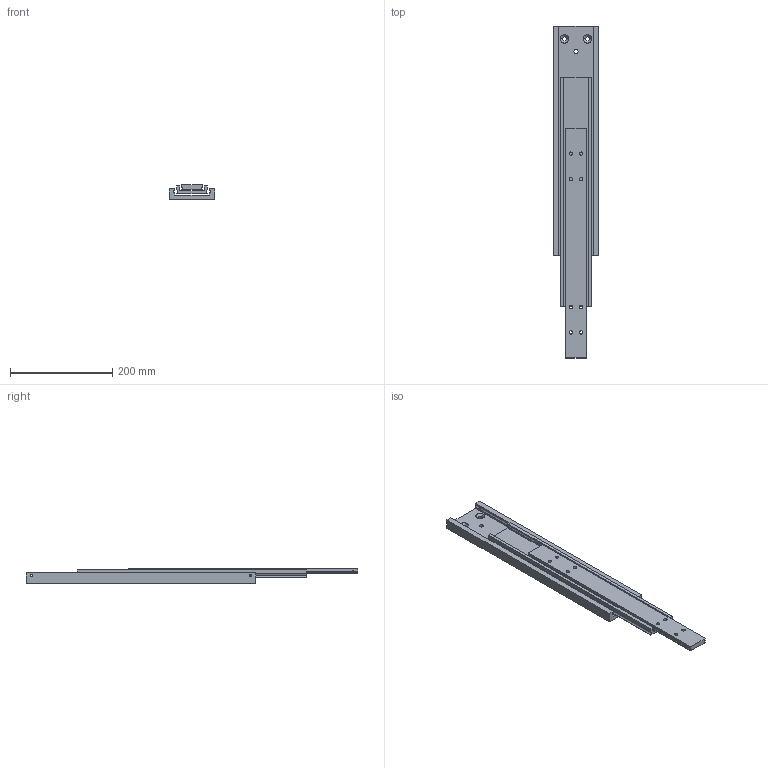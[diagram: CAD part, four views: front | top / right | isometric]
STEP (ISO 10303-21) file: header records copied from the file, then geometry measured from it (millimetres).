
FILE_DESCRIPTION((''),'2;1');
FILE_NAME('TSRT-90 450.stp','2021-04-22T13:20:36',(''),(''),'Mechanical Desktop 2006','Mechanical Desktop 2006',', , ');
FILE_SCHEMA(('CONFIG_CONTROL_DESIGN'));
Length unit declared in the file: millimetre
Products named in the file (4): TSRT-90 A; MAIN PROFILE; MIDDLE BEAM; OUTER BEAM
Assembly tree (3 placements, depth 2):
  TSRT-90 A
    MAIN PROFILE
    MIDDLE BEAM
    OUTER BEAM
Bounding box: 90 x 650 x 28 mm (x, y, z)
Volume: 777071.6 mm3; surface area: 241528 mm2
Topology: 3 solids, 4 shells, 130 faces, 374 edges, 244 vertices
Faces by surface type: cylinder 74, plane 40, cone 16
Entity records: 5021 total; most frequent: CARTESIAN_POINT 1296, DIRECTION 766, ORIENTED_EDGE 748, EDGE_CURVE 374, AXIS2_PLACEMENT_3D 290, VERTEX_POINT 244, VECTOR 186, LINE 186
